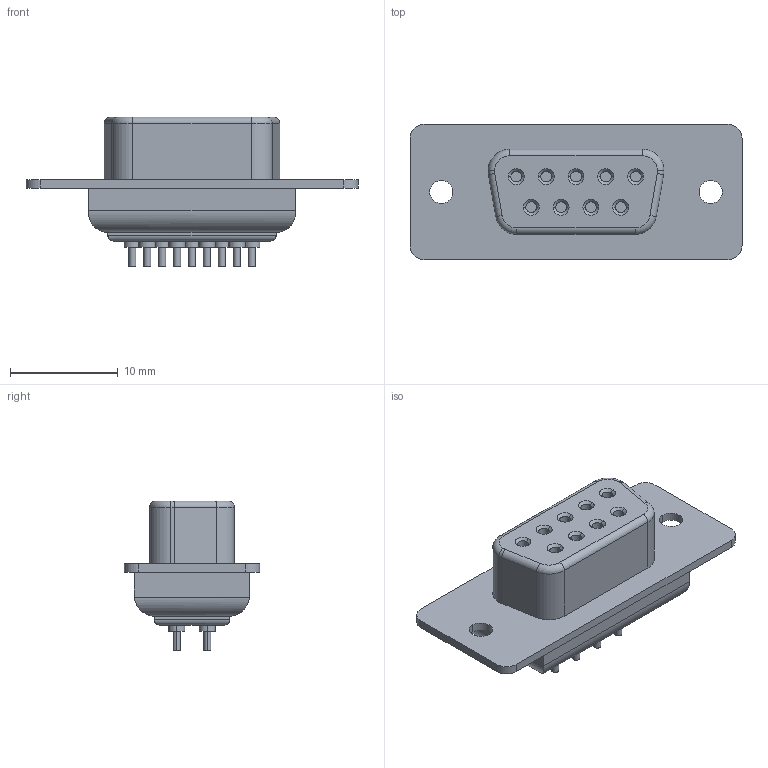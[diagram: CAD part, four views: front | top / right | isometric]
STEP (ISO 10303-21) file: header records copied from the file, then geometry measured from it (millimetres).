
FILE_DESCRIPTION(('FreeCAD Model'),'2;1');
FILE_NAME('DE9F_metal.step', '2020-07-16T03:11:21',('FreeCAD'),('FreeCAD'), 'Open CASCADE STEP processor 7.3','FreeCAD','Unknown');
FILE_SCHEMA(('AUTOMOTIVE_DESIGN { 1 0 10303 214 1 1 1 1 }'));
Length unit declared in the file: millimetre
Products named in the file (1): Open CASCADE STEP translator 7.3 3
Bounding box: 30.81 x 12.55 x 13.9 mm (x, y, z)
Volume: 1855 mm3; surface area: 1516.9 mm2
Topology: 1 solids, 1 shells, 151 faces, 324 edges, 204 vertices
Faces by surface type: cylinder 80, plane 47, cone 18, torus 6
Entity records: 4250 total; most frequent: DIRECTION 802, CARTESIAN_POINT 792, ORIENTED_EDGE 648, AXIS2_PLACEMENT_3D 330, EDGE_CURVE 324, VERTEX_POINT 204, FACE_BOUND 184, EDGE_LOOP 184
